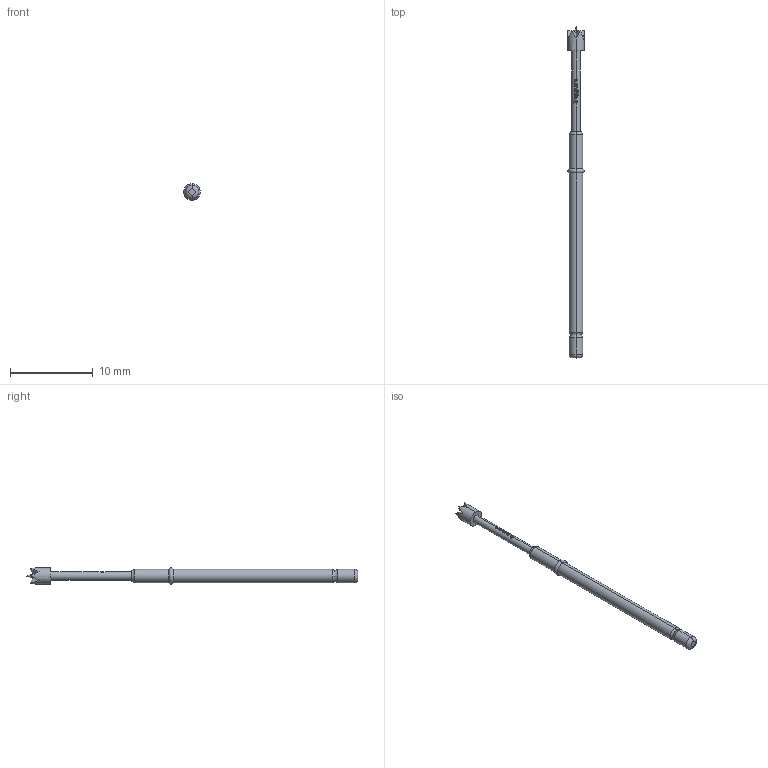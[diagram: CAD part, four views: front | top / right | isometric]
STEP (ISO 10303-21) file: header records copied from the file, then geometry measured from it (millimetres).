
FILE_DESCRIPTION (( 'STEP AP203' ), '1' );
FILE_NAME ('INGUN_GKS-412_224_200_R_xx05.STEP', '2022-02-01T10:37:33', ( 'ochi' ), ( '' ), 'SwSTEP 2.0', 'SolidWorks 2018', '' );
FILE_SCHEMA (( 'CONFIG_CONTROL_DESIGN' ));
Length unit declared in the file: millimetre
Products named in the file (1): INGUN_GKS-412_224_200_R_xx05
Bounding box: 2 x 40.2 x 2 mm (x, y, z)
Volume: 72.5 mm3; surface area: 197.4 mm2
Topology: 1 solids, 1 shells, 137 faces, 375 edges, 241 vertices
Faces by surface type: plane 55, cylinder 29, bspline 22, torus 16, cone 15
Entity records: 4888 total; most frequent: CARTESIAN_POINT 1612, ORIENTED_EDGE 746, DIRECTION 589, EDGE_CURVE 373, AXIS2_PLACEMENT_3D 246, VERTEX_POINT 241, EDGE_LOOP 140, FACE_OUTER_BOUND 137
